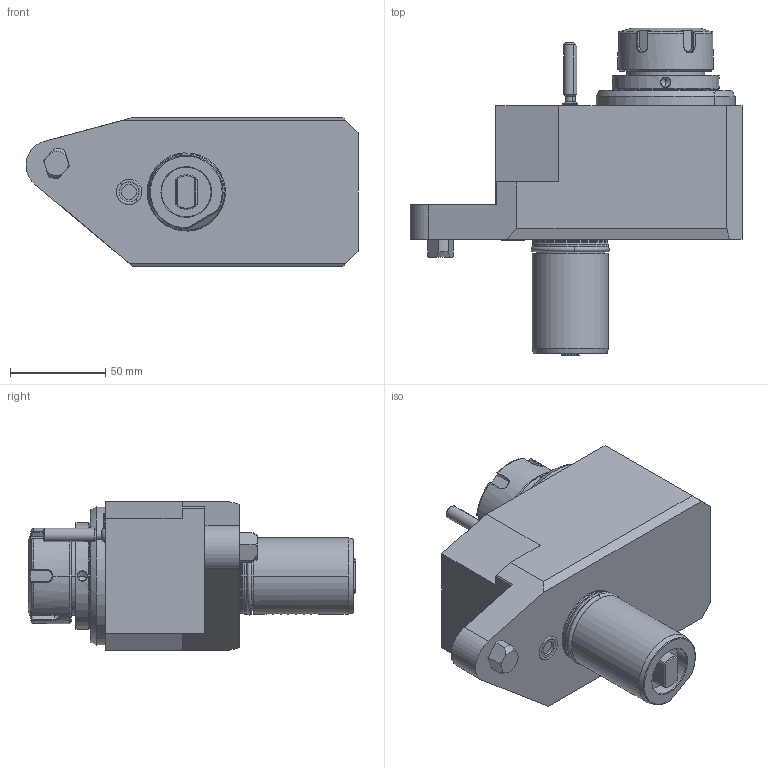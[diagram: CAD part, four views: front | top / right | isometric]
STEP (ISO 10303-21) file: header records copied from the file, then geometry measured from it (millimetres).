
FILE_DESCRIPTION((''),'2;1');
FILE_NAME('NGT1_40_321_32_1_1_50MZ1','2020-02-25T',('vali'),('NOVA GRUP'),'PRO/ENGINEER BY PARAMETRIC TECHNOLOGY CORPORATION, 2010280','PRO/ENGINEER BY PARAMETRIC TECHNOLOGY CORPORATION, 2010280','');
FILE_SCHEMA(('CONFIG_CONTROL_DESIGN'));
Length unit declared in the file: millimetre
Products named in the file (1): NGT1_40_321_32_1_1_50MZ1
Bounding box: 173.99 x 171.6 x 78 mm (x, y, z)
Volume: 883461.9 mm3; surface area: 73935.8 mm2
Topology: 1 solids, 1 shells, 271 faces, 695 edges, 437 vertices
Faces by surface type: plane 110, cylinder 69, cone 43, bspline 28, torus 19, sphere 2
Entity records: 11556 total; most frequent: CARTESIAN_POINT 5349, ORIENTED_EDGE 1374, DIRECTION 1135, EDGE_CURVE 687, VERTEX_POINT 437, AXIS2_PLACEMENT_3D 416, VECTOR 303, LINE 303
